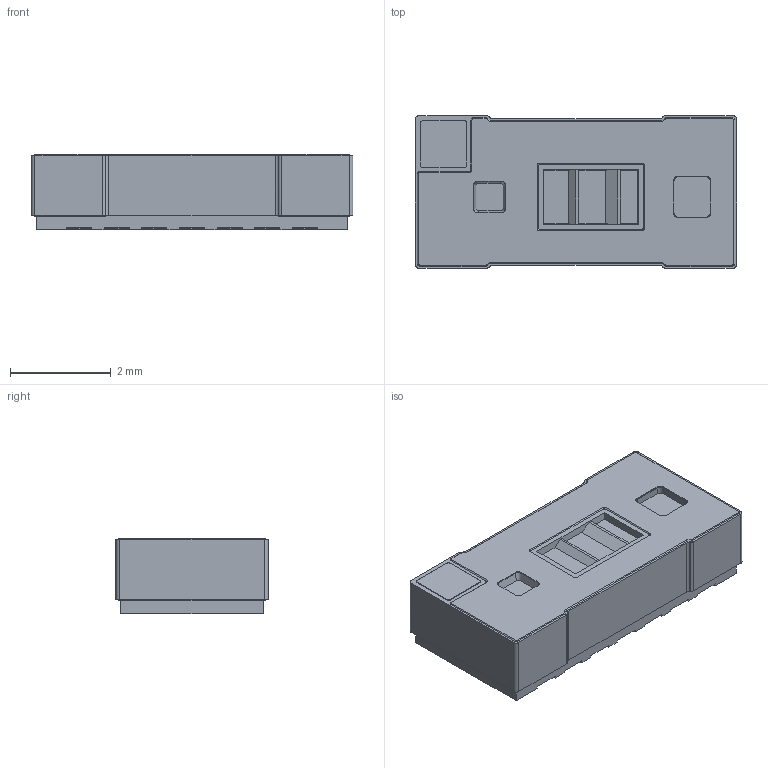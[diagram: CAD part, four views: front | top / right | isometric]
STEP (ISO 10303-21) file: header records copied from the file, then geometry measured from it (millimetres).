
FILE_DESCRIPTION(('FreeCAD Model'),'2;1');
FILE_NAME('Open CASCADE Shape Model','2022-09-09T22:46:03',( 'kicad StepUp'),('ksu MCAD'),'Open CASCADE STEP processor 7.5', 'FreeCAD','Unknown');
FILE_SCHEMA(('AUTOMOTIVE_DESIGN { 1 0 10303 214 1 1 1 1 }'));
Length unit declared in the file: millimetre
Products named in the file (1): VL53L5CX_WITH_CONES003_cp
Bounding box: 6.4 x 3.03 x 1.5 mm (x, y, z)
Surface area: 68.7 mm2 (no closed solid volume)
Topology: 0 solids, 1 shells, 324 faces, 934 edges, 624 vertices
Faces by surface type: plane 254, cylinder 42, cone 26, bspline 2
Entity records: 13736 total; most frequent: CARTESIAN_POINT 4787, ORIENTED_EDGE 1868, EDGE_CURVE 934, B_SPLINE_CURVE_WITH_KNOTS 934, DIRECTION 646, VERTEX_POINT 624, FACE_BOUND 336, EDGE_LOOP 336
